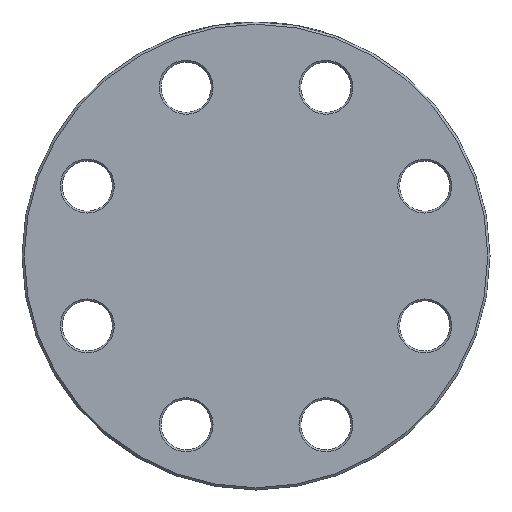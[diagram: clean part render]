
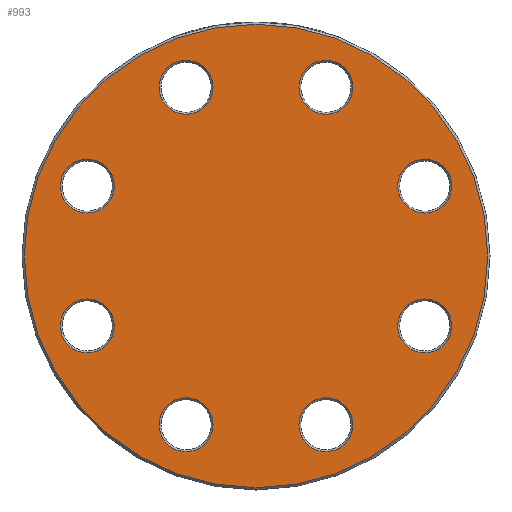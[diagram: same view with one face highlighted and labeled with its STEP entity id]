
A CAD part, left-side view. The second image highlights one B-rep face of the part: STEP entity #993.
In plain terms, the highlighted planar face has unit normal (-1, 0, 0).
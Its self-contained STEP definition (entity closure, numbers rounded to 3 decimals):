
#22 = CARTESIAN_POINT ( 'NONE',  ( 0., 73.91, -30.615 ) ) ;
#85 = CARTESIAN_POINT ( 'NONE',  ( 0., 0., 0. ) ) ;
#300 = VERTEX_POINT ( 'NONE', #1666 ) ;
#353 = EDGE_LOOP ( 'NONE', ( #4303 ) ) ;
#356 = VERTEX_POINT ( 'NONE', #2797 ) ;
#366 = FACE_BOUND ( 'NONE', #1553, .T. ) ;
#507 = DIRECTION ( 'NONE',  ( 1., 0., 0. ) ) ;
#531 = ORIENTED_EDGE ( 'NONE', *, *, #997, .T. ) ;
#537 = CARTESIAN_POINT ( 'NONE',  ( 0., 30.615, 73.91 ) ) ;
#696 = CARTESIAN_POINT ( 'NONE',  ( 0., -73.91, 30.615 ) ) ;
#746 = AXIS2_PLACEMENT_3D ( 'NONE', #3624, #5481, #4651 ) ;
#793 = CARTESIAN_POINT ( 'NONE',  ( 0., 30.615, -73.91 ) ) ;
#852 = CIRCLE ( 'NONE', #2210, 11.8 ) ;
#892 = DIRECTION ( 'NONE',  ( 1., 0., 0. ) ) ;
#906 = VERTEX_POINT ( 'NONE', #4525 ) ;
#912 = FACE_BOUND ( 'NONE', #3902, .T. ) ;
#993 = ADVANCED_FACE ( 'NONE', ( #2803, #4592, #912, #3680, #1762, #1369, #4077, #366, #2776 ), #3711, .F. ) ;
#997 = EDGE_CURVE ( 'NONE', #300, #300, #1525, .T. ) ;
#1135 = EDGE_CURVE ( 'NONE', #4006, #4006, #4051, .T. ) ;
#1185 = CARTESIAN_POINT ( 'NONE',  ( 0., 30.615, 62.11 ) ) ;
#1306 = DIRECTION ( 'NONE',  ( 1., 0., 0. ) ) ;
#1339 = DIRECTION ( 'NONE',  ( 1., 0., 0. ) ) ;
#1369 = FACE_BOUND ( 'NONE', #4332, .T. ) ;
#1398 = CARTESIAN_POINT ( 'NONE',  ( 0., -30.615, 73.91 ) ) ;
#1428 = DIRECTION ( 'NONE',  ( 0., 0., -1. ) ) ;
#1525 = CIRCLE ( 'NONE', #4935, 11.8 ) ;
#1553 = EDGE_LOOP ( 'NONE', ( #2636 ) ) ;
#1628 = CIRCLE ( 'NONE', #2504, 11.8 ) ;
#1634 = EDGE_LOOP ( 'NONE', ( #2146 ) ) ;
#1636 = CARTESIAN_POINT ( 'NONE',  ( 0., -30.615, 62.11 ) ) ;
#1666 = CARTESIAN_POINT ( 'NONE',  ( 0., -30.615, -85.71 ) ) ;
#1762 = FACE_BOUND ( 'NONE', #3953, .T. ) ;
#1767 = DIRECTION ( 'NONE',  ( 0., 0., -1. ) ) ;
#1787 = CARTESIAN_POINT ( 'NONE',  ( 0., -30.615, -73.91 ) ) ;
#1868 = VERTEX_POINT ( 'NONE', #5050 ) ;
#1941 = DIRECTION ( 'NONE',  ( -1., 0., 0. ) ) ;
#2146 = ORIENTED_EDGE ( 'NONE', *, *, #3703, .T. ) ;
#2210 = AXIS2_PLACEMENT_3D ( 'NONE', #696, #5813, #5843 ) ;
#2398 = AXIS2_PLACEMENT_3D ( 'NONE', #4174, #5181, #3329 ) ;
#2504 = AXIS2_PLACEMENT_3D ( 'NONE', #537, #507, #5598 ) ;
#2580 = EDGE_LOOP ( 'NONE', ( #5508 ) ) ;
#2636 = ORIENTED_EDGE ( 'NONE', *, *, #5232, .T. ) ;
#2657 = DIRECTION ( 'NONE',  ( 1., 0., 0. ) ) ;
#2750 = EDGE_CURVE ( 'NONE', #3010, #3010, #4564, .T. ) ;
#2776 = FACE_BOUND ( 'NONE', #2580, .T. ) ;
#2781 = DIRECTION ( 'NONE',  ( 1., 0., 0. ) ) ;
#2797 = CARTESIAN_POINT ( 'NONE',  ( 0., 0., -101.5 ) ) ;
#2803 = FACE_OUTER_BOUND ( 'NONE', #353, .T. ) ;
#2827 = AXIS2_PLACEMENT_3D ( 'NONE', #1398, #2781, #1767 ) ;
#2904 = AXIS2_PLACEMENT_3D ( 'NONE', #793, #2657, #1428 ) ;
#3010 = VERTEX_POINT ( 'NONE', #4463 ) ;
#3116 = CIRCLE ( 'NONE', #2827, 11.8 ) ;
#3124 = CIRCLE ( 'NONE', #5256, 101.5 ) ;
#3277 = ORIENTED_EDGE ( 'NONE', *, *, #4438, .T. ) ;
#3305 = AXIS2_PLACEMENT_3D ( 'NONE', #5522, #892, #3751 ) ;
#3320 = DIRECTION ( 'NONE',  ( 0., 0., -1. ) ) ;
#3329 = DIRECTION ( 'NONE',  ( 0., 0., -1. ) ) ;
#3459 = CARTESIAN_POINT ( 'NONE',  ( 0., -73.91, -42.415 ) ) ;
#3490 = VERTEX_POINT ( 'NONE', #1185 ) ;
#3527 = ORIENTED_EDGE ( 'NONE', *, *, #2750, .T. ) ;
#3624 = CARTESIAN_POINT ( 'NONE',  ( 0., 0., 0. ) ) ;
#3676 = DIRECTION ( 'NONE',  ( 0., 0., -1. ) ) ;
#3680 = FACE_BOUND ( 'NONE', #1634, .T. ) ;
#3703 = EDGE_CURVE ( 'NONE', #5806, #5806, #3116, .T. ) ;
#3711 = PLANE ( 'NONE',  #746 ) ;
#3733 = VERTEX_POINT ( 'NONE', #5997 ) ;
#3751 = DIRECTION ( 'NONE',  ( 0., 0., -1. ) ) ;
#3900 = EDGE_CURVE ( 'NONE', #3490, #3490, #1628, .T. ) ;
#3902 = EDGE_LOOP ( 'NONE', ( #5888 ) ) ;
#3953 = EDGE_LOOP ( 'NONE', ( #3277 ) ) ;
#4006 = VERTEX_POINT ( 'NONE', #3459 ) ;
#4029 = EDGE_LOOP ( 'NONE', ( #531 ) ) ;
#4051 = CIRCLE ( 'NONE', #2398, 11.8 ) ;
#4077 = FACE_BOUND ( 'NONE', #4029, .T. ) ;
#4174 = CARTESIAN_POINT ( 'NONE',  ( 0., -73.91, -30.615 ) ) ;
#4303 = ORIENTED_EDGE ( 'NONE', *, *, #5946, .T. ) ;
#4332 = EDGE_LOOP ( 'NONE', ( #5327 ) ) ;
#4372 = CIRCLE ( 'NONE', #5352, 11.8 ) ;
#4438 = EDGE_CURVE ( 'NONE', #3733, #3733, #852, .T. ) ;
#4463 = CARTESIAN_POINT ( 'NONE',  ( 0., 73.91, 18.815 ) ) ;
#4525 = CARTESIAN_POINT ( 'NONE',  ( 0., 30.615, -85.71 ) ) ;
#4548 = CIRCLE ( 'NONE', #2904, 11.8 ) ;
#4564 = CIRCLE ( 'NONE', #3305, 11.8 ) ;
#4592 = FACE_BOUND ( 'NONE', #4669, .T. ) ;
#4651 = DIRECTION ( 'NONE',  ( 0., 0., -1. ) ) ;
#4669 = EDGE_LOOP ( 'NONE', ( #3527 ) ) ;
#4935 = AXIS2_PLACEMENT_3D ( 'NONE', #1787, #1339, #5025 ) ;
#5025 = DIRECTION ( 'NONE',  ( 0., 0., -1. ) ) ;
#5050 = CARTESIAN_POINT ( 'NONE',  ( 0., 73.91, -42.415 ) ) ;
#5181 = DIRECTION ( 'NONE',  ( 1., 0., 0. ) ) ;
#5232 = EDGE_CURVE ( 'NONE', #906, #906, #4548, .T. ) ;
#5256 = AXIS2_PLACEMENT_3D ( 'NONE', #85, #1941, #3320 ) ;
#5327 = ORIENTED_EDGE ( 'NONE', *, *, #1135, .T. ) ;
#5352 = AXIS2_PLACEMENT_3D ( 'NONE', #22, #1306, #3676 ) ;
#5481 = DIRECTION ( 'NONE',  ( 1., 0., 0. ) ) ;
#5508 = ORIENTED_EDGE ( 'NONE', *, *, #5634, .T. ) ;
#5522 = CARTESIAN_POINT ( 'NONE',  ( 0., 73.91, 30.615 ) ) ;
#5598 = DIRECTION ( 'NONE',  ( 0., 0., -1. ) ) ;
#5634 = EDGE_CURVE ( 'NONE', #1868, #1868, #4372, .T. ) ;
#5806 = VERTEX_POINT ( 'NONE', #1636 ) ;
#5813 = DIRECTION ( 'NONE',  ( 1., 0., 0. ) ) ;
#5843 = DIRECTION ( 'NONE',  ( 0., 0., -1. ) ) ;
#5888 = ORIENTED_EDGE ( 'NONE', *, *, #3900, .T. ) ;
#5946 = EDGE_CURVE ( 'NONE', #356, #356, #3124, .T. ) ;
#5997 = CARTESIAN_POINT ( 'NONE',  ( 0., -73.91, 18.815 ) ) ;
